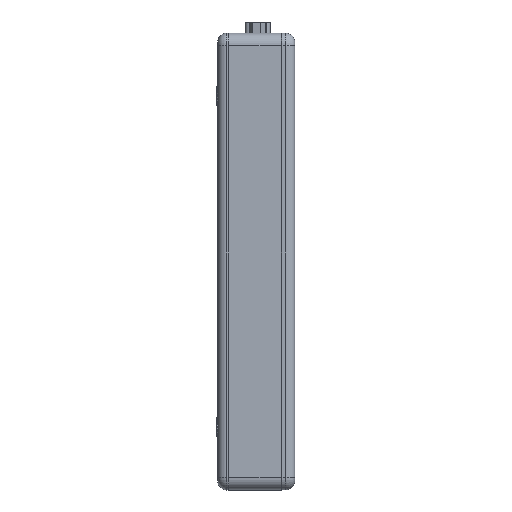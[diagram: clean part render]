
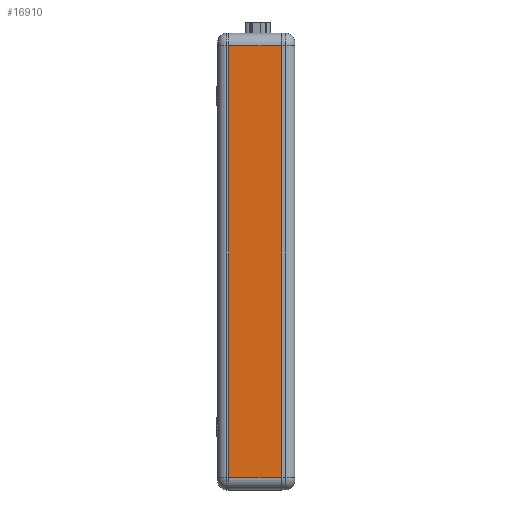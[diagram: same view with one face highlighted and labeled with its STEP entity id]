
A CAD part, left-side view. The second image highlights one B-rep face of the part: STEP entity #16910.
In plain terms, the highlighted face is planar.
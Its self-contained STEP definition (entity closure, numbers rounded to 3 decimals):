
#369 = CARTESIAN_POINT ( 'NONE',  ( 17.6, 85., -4. ) ) ;
#1027 = LINE ( 'NONE', #4724, #32838 ) ;
#1783 = CARTESIAN_POINT ( 'NONE',  ( 17.5, 85., -141. ) ) ;
#2210 = VECTOR ( 'NONE', #5560, 1000. ) ;
#4724 = CARTESIAN_POINT ( 'NONE',  ( 17.6, 85., -141. ) ) ;
#5560 = DIRECTION ( 'NONE',  ( 0., 0., 1. ) ) ;
#6486 = EDGE_CURVE ( 'NONE', #28210, #15648, #9519, .T. ) ;
#9519 = LINE ( 'NONE', #33865, #2210 ) ;
#9872 = AXIS2_PLACEMENT_3D ( 'NONE', #369, #20292, #39418 ) ;
#12165 = VERTEX_POINT ( 'NONE', #12641 ) ;
#12641 = CARTESIAN_POINT ( 'NONE',  ( 17.5, 85., -4. ) ) ;
#12932 = ORIENTED_EDGE ( 'NONE', *, *, #32790, .T. ) ;
#13344 = PLANE ( 'NONE',  #9872 ) ;
#14525 = EDGE_LOOP ( 'NONE', ( #40577, #12932, #32557, #25482 ) ) ;
#14784 = CARTESIAN_POINT ( 'NONE',  ( 17.5, 85., -4. ) ) ;
#15648 = VERTEX_POINT ( 'NONE', #26869 ) ;
#16910 = ADVANCED_FACE ( 'NONE', ( #49211 ), #13344, .F. ) ;
#20292 = DIRECTION ( 'NONE',  ( 0., -1., 0. ) ) ;
#22150 = VERTEX_POINT ( 'NONE', #1783 ) ;
#24348 = EDGE_CURVE ( 'NONE', #12165, #15648, #30551, .T. ) ;
#25482 = ORIENTED_EDGE ( 'NONE', *, *, #6486, .T. ) ;
#25854 = DIRECTION ( 'NONE',  ( -1., 0., 0. ) ) ;
#26869 = CARTESIAN_POINT ( 'NONE',  ( 0.9, 85., -4. ) ) ;
#28210 = VERTEX_POINT ( 'NONE', #47265 ) ;
#30551 = LINE ( 'NONE', #42065, #43985 ) ;
#32557 = ORIENTED_EDGE ( 'NONE', *, *, #39240, .T. ) ;
#32790 = EDGE_CURVE ( 'NONE', #12165, #22150, #50122, .T. ) ;
#32838 = VECTOR ( 'NONE', #48980, 1000. ) ;
#33865 = CARTESIAN_POINT ( 'NONE',  ( 0.9, 85., -4. ) ) ;
#34177 = DIRECTION ( 'NONE',  ( 0., 0., -1. ) ) ;
#38532 = VECTOR ( 'NONE', #34177, 1000. ) ;
#39240 = EDGE_CURVE ( 'NONE', #22150, #28210, #1027, .T. ) ;
#39418 = DIRECTION ( 'NONE',  ( 0., 0., -1. ) ) ;
#40577 = ORIENTED_EDGE ( 'NONE', *, *, #24348, .F. ) ;
#42065 = CARTESIAN_POINT ( 'NONE',  ( 17.6, 85., -4. ) ) ;
#43985 = VECTOR ( 'NONE', #25854, 1000. ) ;
#47265 = CARTESIAN_POINT ( 'NONE',  ( 0.9, 85., -141. ) ) ;
#48980 = DIRECTION ( 'NONE',  ( -1., 0., 0. ) ) ;
#49211 = FACE_OUTER_BOUND ( 'NONE', #14525, .T. ) ;
#50122 = LINE ( 'NONE', #14784, #38532 ) ;
